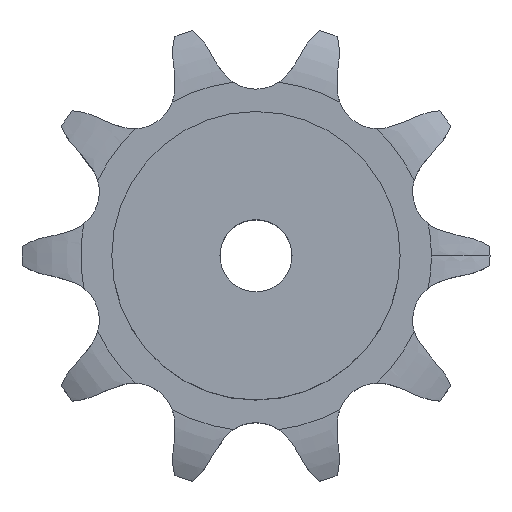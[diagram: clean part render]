
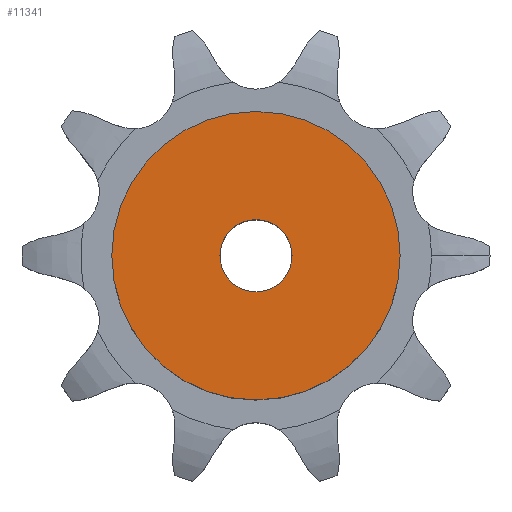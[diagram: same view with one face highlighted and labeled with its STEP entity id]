
A CAD part, top view. The second image highlights one B-rep face of the part: STEP entity #11341.
In plain terms, the highlighted planar face has unit normal (0, 0, 1).
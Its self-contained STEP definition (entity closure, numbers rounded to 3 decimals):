
#1950 = CYLINDRICAL_SURFACE('',#1951,50.);
#1951 = AXIS2_PLACEMENT_3D('',#1952,#1953,#1954);
#1952 = CARTESIAN_POINT('',(0.,0.,0.));
#1953 = DIRECTION('',(-0.,-0.,-1.));
#1954 = DIRECTION('',(1.,0.,0.));
#7456 = VERTEX_POINT('',#7457);
#7457 = CARTESIAN_POINT('',(50.,0.,70.));
#7478 = EDGE_CURVE('',#7456,#7456,#7479,.T.);
#7479 = SURFACE_CURVE('',#7480,(#7485,#7492),.PCURVE_S1.);
#7480 = CIRCLE('',#7481,50.);
#7481 = AXIS2_PLACEMENT_3D('',#7482,#7483,#7484);
#7482 = CARTESIAN_POINT('',(0.,0.,70.));
#7483 = DIRECTION('',(0.,0.,1.));
#7484 = DIRECTION('',(1.,0.,0.));
#7485 = PCURVE('',#1950,#7486);
#7486 = DEFINITIONAL_REPRESENTATION('',(#7487),#7491);
#7487 = LINE('',#7488,#7489);
#7488 = CARTESIAN_POINT('',(-0.,-70.));
#7489 = VECTOR('',#7490,1.);
#7490 = DIRECTION('',(-1.,0.));
#7491 = ( GEOMETRIC_REPRESENTATION_CONTEXT(2) 
PARAMETRIC_REPRESENTATION_CONTEXT() REPRESENTATION_CONTEXT('2D SPACE',''
  ) );
#7492 = PCURVE('',#7493,#7498);
#7493 = PLANE('',#7494);
#7494 = AXIS2_PLACEMENT_3D('',#7495,#7496,#7497);
#7495 = CARTESIAN_POINT('',(0.,0.,70.));
#7496 = DIRECTION('',(0.,0.,1.));
#7497 = DIRECTION('',(1.,0.,0.));
#7498 = DEFINITIONAL_REPRESENTATION('',(#7499),#7503);
#7499 = CIRCLE('',#7500,50.);
#7500 = AXIS2_PLACEMENT_2D('',#7501,#7502);
#7501 = CARTESIAN_POINT('',(0.,0.));
#7502 = DIRECTION('',(1.,0.));
#7503 = ( GEOMETRIC_REPRESENTATION_CONTEXT(2) 
PARAMETRIC_REPRESENTATION_CONTEXT() REPRESENTATION_CONTEXT('2D SPACE',''
  ) );
#9782 = CYLINDRICAL_SURFACE('',#9783,12.5);
#9783 = AXIS2_PLACEMENT_3D('',#9784,#9785,#9786);
#9784 = CARTESIAN_POINT('',(0.,0.,274.656));
#9785 = DIRECTION('',(0.,0.,1.));
#9786 = DIRECTION('',(1.,0.,0.));
#11341 = ADVANCED_FACE('',(#11342,#11345),#7493,.T.);
#11342 = FACE_BOUND('',#11343,.T.);
#11343 = EDGE_LOOP('',(#11344));
#11344 = ORIENTED_EDGE('',*,*,#7478,.T.);
#11345 = FACE_BOUND('',#11346,.T.);
#11346 = EDGE_LOOP('',(#11347));
#11347 = ORIENTED_EDGE('',*,*,#11348,.F.);
#11348 = EDGE_CURVE('',#11349,#11349,#11351,.T.);
#11349 = VERTEX_POINT('',#11350);
#11350 = CARTESIAN_POINT('',(12.5,0.,70.));
#11351 = SURFACE_CURVE('',#11352,(#11357,#11364),.PCURVE_S1.);
#11352 = CIRCLE('',#11353,12.5);
#11353 = AXIS2_PLACEMENT_3D('',#11354,#11355,#11356);
#11354 = CARTESIAN_POINT('',(0.,0.,70.));
#11355 = DIRECTION('',(0.,0.,1.));
#11356 = DIRECTION('',(1.,0.,0.));
#11357 = PCURVE('',#7493,#11358);
#11358 = DEFINITIONAL_REPRESENTATION('',(#11359),#11363);
#11359 = CIRCLE('',#11360,12.5);
#11360 = AXIS2_PLACEMENT_2D('',#11361,#11362);
#11361 = CARTESIAN_POINT('',(0.,0.));
#11362 = DIRECTION('',(1.,0.));
#11363 = ( GEOMETRIC_REPRESENTATION_CONTEXT(2) 
PARAMETRIC_REPRESENTATION_CONTEXT() REPRESENTATION_CONTEXT('2D SPACE',''
  ) );
#11364 = PCURVE('',#9782,#11365);
#11365 = DEFINITIONAL_REPRESENTATION('',(#11366),#11370);
#11366 = LINE('',#11367,#11368);
#11367 = CARTESIAN_POINT('',(0.,-204.656));
#11368 = VECTOR('',#11369,1.);
#11369 = DIRECTION('',(1.,0.));
#11370 = ( GEOMETRIC_REPRESENTATION_CONTEXT(2) 
PARAMETRIC_REPRESENTATION_CONTEXT() REPRESENTATION_CONTEXT('2D SPACE',''
  ) );
